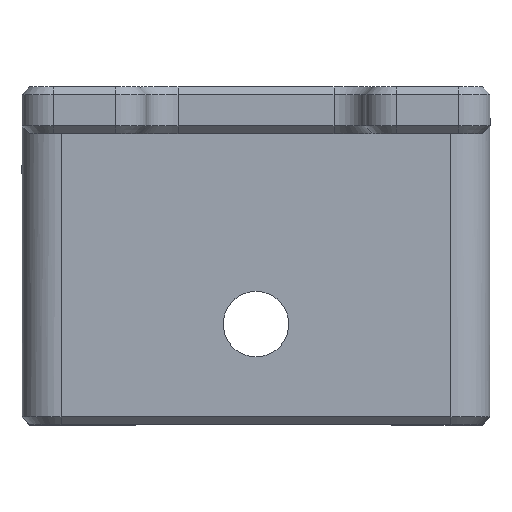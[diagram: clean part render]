
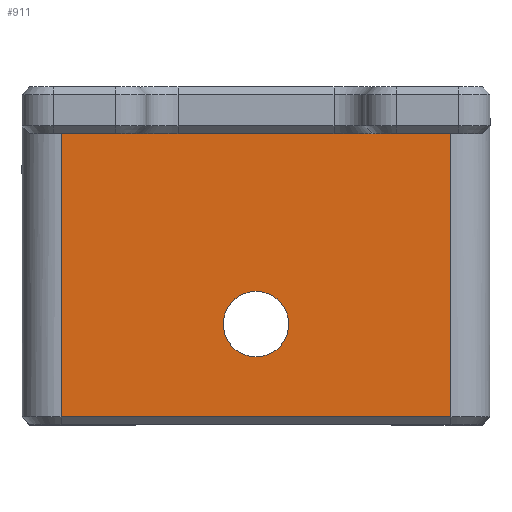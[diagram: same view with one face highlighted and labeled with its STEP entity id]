
A CAD part, top view. The second image highlights one B-rep face of the part: STEP entity #911.
In plain terms, the highlighted planar face has unit normal (0, 0, 1).
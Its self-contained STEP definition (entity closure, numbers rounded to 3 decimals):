
#25 = VERTEX_POINT ( 'NONE', #1066 ) ;
#52 = EDGE_CURVE ( 'NONE', #25, #1789, #1130, .T. ) ;
#172 = CARTESIAN_POINT ( 'NONE',  ( 0., 0.55, -377.4 ) ) ;
#296 = ORIENTED_EDGE ( 'NONE', *, *, #1648, .F. ) ;
#410 = CARTESIAN_POINT ( 'NONE',  ( 23.657, 6.5, -377.4 ) ) ;
#426 = DIRECTION ( 'NONE',  ( 0., 0., 1. ) ) ;
#447 = EDGE_CURVE ( 'NONE', #1341, #2535, #2541, .T. ) ;
#566 = CARTESIAN_POINT ( 'NONE',  ( 9.057, 18.7, -377.4 ) ) ;
#613 = ORIENTED_EDGE ( 'NONE', *, *, #447, .F. ) ;
#660 = PLANE ( 'NONE',  #1767 ) ;
#661 = DIRECTION ( 'NONE',  ( 1., 0., 0. ) ) ;
#665 = DIRECTION ( 'NONE',  ( 1., 0., 0. ) ) ;
#708 = EDGE_CURVE ( 'NONE', #2342, #1521, #1732, .T. ) ;
#779 = VECTOR ( 'NONE', #661, 1000. ) ;
#790 = LINE ( 'NONE', #2080, #1629 ) ;
#897 = EDGE_CURVE ( 'NONE', #2535, #1341, #2983, .T. ) ;
#911 = ADVANCED_FACE ( 'NONE', ( #2568, #1576 ), #660, .T. ) ;
#1063 = CARTESIAN_POINT ( 'NONE',  ( 9.057, 14.1, -377.4 ) ) ;
#1066 = CARTESIAN_POINT ( 'NONE',  ( 9.057, 0.55, -377.4 ) ) ;
#1108 = DIRECTION ( 'NONE',  ( 1., 0., 0. ) ) ;
#1130 = LINE ( 'NONE', #172, #779 ) ;
#1148 = CARTESIAN_POINT ( 'NONE',  ( 21.557, 6.5, -377.4 ) ) ;
#1181 = EDGE_CURVE ( 'NONE', #25, #1521, #1256, .T. ) ;
#1239 = CARTESIAN_POINT ( 'NONE',  ( 19.457, 6.5, -377.4 ) ) ;
#1256 = LINE ( 'NONE', #1063, #1338 ) ;
#1329 = ORIENTED_EDGE ( 'NONE', *, *, #52, .T. ) ;
#1338 = VECTOR ( 'NONE', #2177, 1000. ) ;
#1341 = VERTEX_POINT ( 'NONE', #410 ) ;
#1419 = EDGE_LOOP ( 'NONE', ( #2198, #1329, #296, #2781 ) ) ;
#1480 = VECTOR ( 'NONE', #1536, 1000. ) ;
#1521 = VERTEX_POINT ( 'NONE', #566 ) ;
#1536 = DIRECTION ( 'NONE',  ( -1., 0., 0. ) ) ;
#1576 = FACE_OUTER_BOUND ( 'NONE', #1419, .T. ) ;
#1593 = DIRECTION ( 'NONE',  ( 0., 0., 1. ) ) ;
#1596 = CARTESIAN_POINT ( 'NONE',  ( 21.557, 6.5, -377.4 ) ) ;
#1629 = VECTOR ( 'NONE', #2536, 1000. ) ;
#1648 = EDGE_CURVE ( 'NONE', #2342, #1789, #790, .T. ) ;
#1719 = AXIS2_PLACEMENT_3D ( 'NONE', #1148, #2758, #2975 ) ;
#1732 = LINE ( 'NONE', #2654, #1480 ) ;
#1751 = EDGE_LOOP ( 'NONE', ( #2299, #613 ) ) ;
#1767 = AXIS2_PLACEMENT_3D ( 'NONE', #2797, #1593, #1108 ) ;
#1789 = VERTEX_POINT ( 'NONE', #2652 ) ;
#2052 = AXIS2_PLACEMENT_3D ( 'NONE', #1596, #426, #665 ) ;
#2080 = CARTESIAN_POINT ( 'NONE',  ( 34.057, 0., -377.4 ) ) ;
#2177 = DIRECTION ( 'NONE',  ( 0., 1., 0. ) ) ;
#2198 = ORIENTED_EDGE ( 'NONE', *, *, #1181, .F. ) ;
#2299 = ORIENTED_EDGE ( 'NONE', *, *, #897, .F. ) ;
#2342 = VERTEX_POINT ( 'NONE', #2742 ) ;
#2535 = VERTEX_POINT ( 'NONE', #1239 ) ;
#2536 = DIRECTION ( 'NONE',  ( 0., -1., 0. ) ) ;
#2541 = CIRCLE ( 'NONE', #2052, 2.1 ) ;
#2568 = FACE_BOUND ( 'NONE', #1751, .T. ) ;
#2652 = CARTESIAN_POINT ( 'NONE',  ( 34.057, 0.55, -377.4 ) ) ;
#2654 = CARTESIAN_POINT ( 'NONE',  ( 0., 18.7, -377.4 ) ) ;
#2742 = CARTESIAN_POINT ( 'NONE',  ( 34.057, 18.7, -377.4 ) ) ;
#2758 = DIRECTION ( 'NONE',  ( 0., 0., 1. ) ) ;
#2781 = ORIENTED_EDGE ( 'NONE', *, *, #708, .T. ) ;
#2797 = CARTESIAN_POINT ( 'NONE',  ( 0., 0., -377.4 ) ) ;
#2975 = DIRECTION ( 'NONE',  ( 1., 0., 0. ) ) ;
#2983 = CIRCLE ( 'NONE', #1719, 2.1 ) ;
